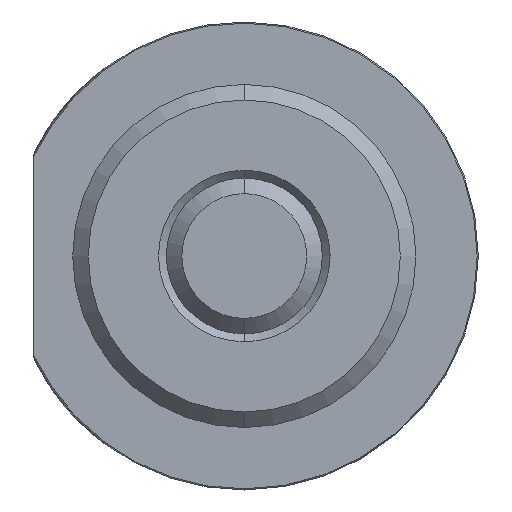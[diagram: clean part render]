
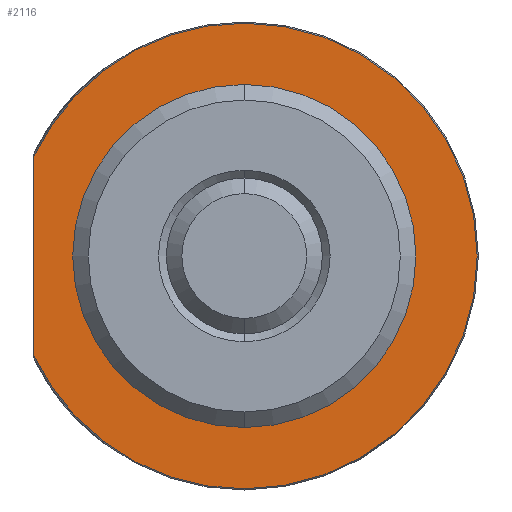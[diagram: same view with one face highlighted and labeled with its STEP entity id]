
A CAD part, left-side view. The second image highlights one B-rep face of the part: STEP entity #2116.
In plain terms, the highlighted planar face has unit normal (-1, 0, 0).
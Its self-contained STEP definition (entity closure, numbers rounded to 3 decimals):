
#14 = CIRCLE ( 'NONE', #388, 11. ) ;
#18 = LINE ( 'NONE', #1048, #23 ) ;
#23 = VECTOR ( 'NONE', #1049, 1000. ) ;
#84 = CARTESIAN_POINT ( 'NONE',  ( 22., 0., -14.927 ) ) ;
#101 = VERTEX_POINT ( 'NONE', #84 ) ;
#169 = VERTEX_POINT ( 'NONE', #817 ) ;
#170 = VERTEX_POINT ( 'NONE', #818 ) ;
#188 = CIRCLE ( 'NONE', #376, 14.927 ) ;
#192 = CIRCLE ( 'NONE', #375, 14.927 ) ;
#262 = EDGE_CURVE ( 'NONE', #169, #101, #2820, .T. ) ;
#266 = EDGE_CURVE ( 'NONE', #665, #661, #2779, .T. ) ;
#284 = EDGE_CURVE ( 'NONE', #101, #641, #192, .T. ) ;
#286 = EDGE_CURVE ( 'NONE', #641, #170, #188, .T. ) ;
#313 = EDGE_CURVE ( 'NONE', #661, #665, #14, .T. ) ;
#320 = EDGE_CURVE ( 'NONE', #170, #169, #18, .T. ) ;
#357 = AXIS2_PLACEMENT_3D ( 'NONE', #872, #873, #874 ) ;
#363 = AXIS2_PLACEMENT_3D ( 'NONE', #835, #836, #837 ) ;
#375 = AXIS2_PLACEMENT_3D ( 'NONE', #957, #958, #959 ) ;
#376 = AXIS2_PLACEMENT_3D ( 'NONE', #962, #964, #965 ) ;
#388 = AXIS2_PLACEMENT_3D ( 'NONE', #1014, #1030, #1031 ) ;
#506 = AXIS2_PLACEMENT_3D ( 'NONE', #1732, #1734, #1735 ) ;
#641 = VERTEX_POINT ( 'NONE', #1163 ) ;
#661 = VERTEX_POINT ( 'NONE', #1183 ) ;
#665 = VERTEX_POINT ( 'NONE', #1187 ) ;
#817 = CARTESIAN_POINT ( 'NONE',  ( 22., 13.5, -6.37 ) ) ;
#818 = CARTESIAN_POINT ( 'NONE',  ( 22., 13.5, 6.37 ) ) ;
#835 = CARTESIAN_POINT ( 'NONE',  ( 22., 0., 0. ) ) ;
#836 = DIRECTION ( 'NONE',  ( -1., 0., 0. ) ) ;
#837 = DIRECTION ( 'NONE',  ( 0., 0., -1. ) ) ;
#872 = CARTESIAN_POINT ( 'NONE',  ( 22., 0., 0. ) ) ;
#873 = DIRECTION ( 'NONE',  ( -1., 0., 0. ) ) ;
#874 = DIRECTION ( 'NONE',  ( 0., 0., 1. ) ) ;
#957 = CARTESIAN_POINT ( 'NONE',  ( 22., 0., 0. ) ) ;
#958 = DIRECTION ( 'NONE',  ( -1., 0., 0. ) ) ;
#959 = DIRECTION ( 'NONE',  ( 0., 0., -1. ) ) ;
#962 = CARTESIAN_POINT ( 'NONE',  ( 22., 0., 0. ) ) ;
#964 = DIRECTION ( 'NONE',  ( -1., 0., 0. ) ) ;
#965 = DIRECTION ( 'NONE',  ( 0., 0., -1. ) ) ;
#1014 = CARTESIAN_POINT ( 'NONE',  ( 22., 0., 0. ) ) ;
#1030 = DIRECTION ( 'NONE',  ( -1., 0., 0. ) ) ;
#1031 = DIRECTION ( 'NONE',  ( 0., 0., 1. ) ) ;
#1048 = CARTESIAN_POINT ( 'NONE',  ( 22., 13.5, 0. ) ) ;
#1049 = DIRECTION ( 'NONE',  ( 0., 0., -1. ) ) ;
#1163 = CARTESIAN_POINT ( 'NONE',  ( 22., 0., 14.927 ) ) ;
#1183 = CARTESIAN_POINT ( 'NONE',  ( 22., 0., 11. ) ) ;
#1187 = CARTESIAN_POINT ( 'NONE',  ( 22., 0., -11. ) ) ;
#1732 = CARTESIAN_POINT ( 'NONE',  ( 22., 11., 0. ) ) ;
#1733 = PLANE ( 'NONE',  #506 ) ;
#1734 = DIRECTION ( 'NONE',  ( 1., 0., 0. ) ) ;
#1735 = DIRECTION ( 'NONE',  ( 0., 0., -1. ) ) ;
#2116 = ADVANCED_FACE ( 'NONE', ( #2449, #2458 ), #1733, .F. ) ;
#2449 = FACE_OUTER_BOUND ( 'NONE', #3007, .T. ) ;
#2458 = FACE_BOUND ( 'NONE', #3025, .T. ) ;
#2779 = CIRCLE ( 'NONE', #357, 11. ) ;
#2820 = CIRCLE ( 'NONE', #363, 14.927 ) ;
#3007 = EDGE_LOOP ( 'NONE', ( #3120, #3169, #3134, #3129 ) ) ;
#3025 = EDGE_LOOP ( 'NONE', ( #3159, #3158 ) ) ;
#3120 = ORIENTED_EDGE ( 'NONE', *, *, #262, .T. ) ;
#3129 = ORIENTED_EDGE ( 'NONE', *, *, #320, .T. ) ;
#3134 = ORIENTED_EDGE ( 'NONE', *, *, #286, .T. ) ;
#3158 = ORIENTED_EDGE ( 'NONE', *, *, #266, .F. ) ;
#3159 = ORIENTED_EDGE ( 'NONE', *, *, #313, .F. ) ;
#3169 = ORIENTED_EDGE ( 'NONE', *, *, #284, .T. ) ;
